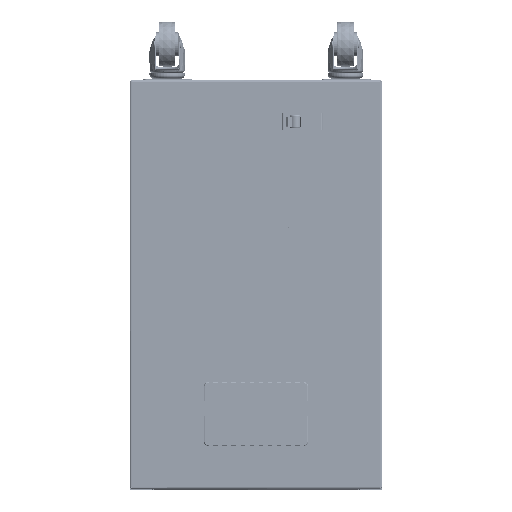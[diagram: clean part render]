
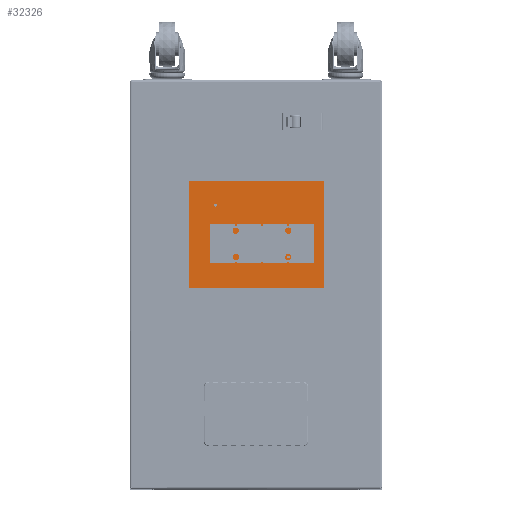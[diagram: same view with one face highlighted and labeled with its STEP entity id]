
A CAD part, left-side view. The second image highlights one B-rep face of the part: STEP entity #32326.
In plain terms, the highlighted face is planar.
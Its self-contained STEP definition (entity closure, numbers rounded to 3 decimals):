
#943 = DIRECTION ( 'NONE',  ( 0., 0., -1. ) ) ;
#960 = AXIS2_PLACEMENT_3D ( 'NONE', #93869, #51810, #52911 ) ;
#2995 = ORIENTED_EDGE ( 'NONE', *, *, #34507, .F. ) ;
#4761 = AXIS2_PLACEMENT_3D ( 'NONE', #100099, #99029, #107330 ) ;
#6340 = DIRECTION ( 'NONE',  ( 1., 0., 0. ) ) ;
#11275 = EDGE_LOOP ( 'NONE', ( #52755, #56252 ) ) ;
#12314 = DIRECTION ( 'NONE',  ( 0., 0., -1. ) ) ;
#13015 = VERTEX_POINT ( 'NONE', #80969 ) ;
#13961 = DIRECTION ( 'NONE',  ( -1., 0., 0. ) ) ;
#14358 = ORIENTED_EDGE ( 'NONE', *, *, #69110, .T. ) ;
#14450 = DIRECTION ( 'NONE',  ( 0., -1., 0. ) ) ;
#14473 = EDGE_CURVE ( 'NONE', #74478, #47337, #92879, .T. ) ;
#15077 = VECTOR ( 'NONE', #56489, 1000. ) ;
#16266 = CARTESIAN_POINT ( 'NONE',  ( 74.3, 3.499, 36. ) ) ;
#16877 = CIRCLE ( 'NONE', #960, 1.6 ) ;
#18252 = ORIENTED_EDGE ( 'NONE', *, *, #85216, .T. ) ;
#20407 = ORIENTED_EDGE ( 'NONE', *, *, #35360, .F. ) ;
#20533 = AXIS2_PLACEMENT_3D ( 'NONE', #30356, #97799, #22023 ) ;
#22023 = DIRECTION ( 'NONE',  ( -1., 0., 0. ) ) ;
#24473 = CARTESIAN_POINT ( 'NONE',  ( -44.5, -87.301, 36. ) ) ;
#24726 = AXIS2_PLACEMENT_3D ( 'NONE', #90505, #48426, #6340 ) ;
#25530 = CIRCLE ( 'NONE', #62604, 1.6 ) ;
#27406 = VECTOR ( 'NONE', #80688, 1000. ) ;
#30356 = CARTESIAN_POINT ( 'NONE',  ( 35.5, -30.301, 36. ) ) ;
#30836 = CARTESIAN_POINT ( 'NONE',  ( 33.9, -30.301, 36. ) ) ;
#32326 = ADVANCED_FACE ( 'NONE', ( #57803, #49538, #91568, #100970 ), #82176, .F. ) ;
#32981 = EDGE_LOOP ( 'NONE', ( #34794, #20407 ) ) ;
#33303 = VERTEX_POINT ( 'NONE', #16266 ) ;
#34507 = EDGE_CURVE ( 'NONE', #75849, #76950, #60766, .T. ) ;
#34794 = ORIENTED_EDGE ( 'NONE', *, *, #42348, .F. ) ;
#35360 = EDGE_CURVE ( 'NONE', #98119, #55793, #16877, .T. ) ;
#39700 = ORIENTED_EDGE ( 'NONE', *, *, #47491, .F. ) ;
#40404 = VERTEX_POINT ( 'NONE', #77546 ) ;
#41425 = CARTESIAN_POINT ( 'NONE',  ( -73.3, 3.499, 36. ) ) ;
#42348 = EDGE_CURVE ( 'NONE', #55793, #98119, #25530, .T. ) ;
#43872 = CARTESIAN_POINT ( 'NONE',  ( -73.3, -114.101, 36. ) ) ;
#45317 = EDGE_CURVE ( 'NONE', #47337, #74478, #79040, .T. ) ;
#47337 = VERTEX_POINT ( 'NONE', #83984 ) ;
#47410 = EDGE_CURVE ( 'NONE', #13015, #33303, #83456, .T. ) ;
#47491 = EDGE_CURVE ( 'NONE', #76950, #75849, #72506, .T. ) ;
#48426 = DIRECTION ( 'NONE',  ( 0., 0., 1. ) ) ;
#49538 = FACE_BOUND ( 'NONE', #32981, .T. ) ;
#51702 = LINE ( 'NONE', #89140, #15077 ) ;
#51810 = DIRECTION ( 'NONE',  ( 0., 0., -1. ) ) ;
#52339 = ORIENTED_EDGE ( 'NONE', *, *, #101297, .T. ) ;
#52755 = ORIENTED_EDGE ( 'NONE', *, *, #14473, .F. ) ;
#52911 = DIRECTION ( 'NONE',  ( -1., 0., 0. ) ) ;
#55793 = VERTEX_POINT ( 'NONE', #57092 ) ;
#56252 = ORIENTED_EDGE ( 'NONE', *, *, #45317, .F. ) ;
#56489 = DIRECTION ( 'NONE',  ( -1., 0., 0. ) ) ;
#56897 = CARTESIAN_POINT ( 'NONE',  ( -73.3, 3.499, 36. ) ) ;
#57092 = CARTESIAN_POINT ( 'NONE',  ( -36.1, -30.301, 36. ) ) ;
#57416 = EDGE_LOOP ( 'NONE', ( #2995, #39700 ) ) ;
#57803 = FACE_BOUND ( 'NONE', #57416, .T. ) ;
#57886 = EDGE_LOOP ( 'NONE', ( #52339, #75795, #14358, #18252 ) ) ;
#59048 = AXIS2_PLACEMENT_3D ( 'NONE', #24473, #84165, #75353 ) ;
#60692 = DIRECTION ( 'NONE',  ( -1., 0., 0. ) ) ;
#60766 = CIRCLE ( 'NONE', #59048, 1.6 ) ;
#62604 = AXIS2_PLACEMENT_3D ( 'NONE', #97502, #12314, #13961 ) ;
#63824 = CARTESIAN_POINT ( 'NONE',  ( -42.9, -87.301, 36. ) ) ;
#64641 = LINE ( 'NONE', #56897, #27406 ) ;
#69110 = EDGE_CURVE ( 'NONE', #33303, #40404, #98528, .T. ) ;
#72506 = CIRCLE ( 'NONE', #93746, 1.6 ) ;
#73205 = CARTESIAN_POINT ( 'NONE',  ( -46.1, -87.301, 36. ) ) ;
#74478 = VERTEX_POINT ( 'NONE', #30836 ) ;
#75353 = DIRECTION ( 'NONE',  ( -1., 0., 0. ) ) ;
#75795 = ORIENTED_EDGE ( 'NONE', *, *, #47410, .T. ) ;
#75849 = VERTEX_POINT ( 'NONE', #73205 ) ;
#76950 = VERTEX_POINT ( 'NONE', #63824 ) ;
#77546 = CARTESIAN_POINT ( 'NONE',  ( 74.3, -114.101, 36. ) ) ;
#79040 = CIRCLE ( 'NONE', #4761, 1.6 ) ;
#80688 = DIRECTION ( 'NONE',  ( 0., 1., 0. ) ) ;
#80969 = CARTESIAN_POINT ( 'NONE',  ( -73.3, 3.499, 36. ) ) ;
#82176 = PLANE ( 'NONE',  #24726 ) ;
#83056 = CARTESIAN_POINT ( 'NONE',  ( 74.3, 3.499, 36. ) ) ;
#83081 = VECTOR ( 'NONE', #91220, 1000. ) ;
#83456 = LINE ( 'NONE', #41425, #83081 ) ;
#83984 = CARTESIAN_POINT ( 'NONE',  ( 37.1, -30.301, 36. ) ) ;
#84165 = DIRECTION ( 'NONE',  ( 0., 0., -1. ) ) ;
#85216 = EDGE_CURVE ( 'NONE', #40404, #107277, #51702, .T. ) ;
#86550 = CARTESIAN_POINT ( 'NONE',  ( -32.9, -30.301, 36. ) ) ;
#89140 = CARTESIAN_POINT ( 'NONE',  ( -73.3, -114.101, 36. ) ) ;
#90505 = CARTESIAN_POINT ( 'NONE',  ( 0., 0., 36. ) ) ;
#91220 = DIRECTION ( 'NONE',  ( 1., 0., 0. ) ) ;
#91568 = FACE_BOUND ( 'NONE', #11275, .T. ) ;
#92879 = CIRCLE ( 'NONE', #20533, 1.6 ) ;
#93746 = AXIS2_PLACEMENT_3D ( 'NONE', #95572, #943, #60692 ) ;
#93869 = CARTESIAN_POINT ( 'NONE',  ( -34.5, -30.301, 36. ) ) ;
#94017 = VECTOR ( 'NONE', #14450, 1000. ) ;
#95572 = CARTESIAN_POINT ( 'NONE',  ( -44.5, -87.301, 36. ) ) ;
#97502 = CARTESIAN_POINT ( 'NONE',  ( -34.5, -30.301, 36. ) ) ;
#97799 = DIRECTION ( 'NONE',  ( 0., 0., -1. ) ) ;
#98119 = VERTEX_POINT ( 'NONE', #86550 ) ;
#98528 = LINE ( 'NONE', #83056, #94017 ) ;
#99029 = DIRECTION ( 'NONE',  ( 0., 0., -1. ) ) ;
#100099 = CARTESIAN_POINT ( 'NONE',  ( 35.5, -30.301, 36. ) ) ;
#100970 = FACE_OUTER_BOUND ( 'NONE', #57886, .T. ) ;
#101297 = EDGE_CURVE ( 'NONE', #107277, #13015, #64641, .T. ) ;
#107277 = VERTEX_POINT ( 'NONE', #43872 ) ;
#107330 = DIRECTION ( 'NONE',  ( -1., 0., 0. ) ) ;
